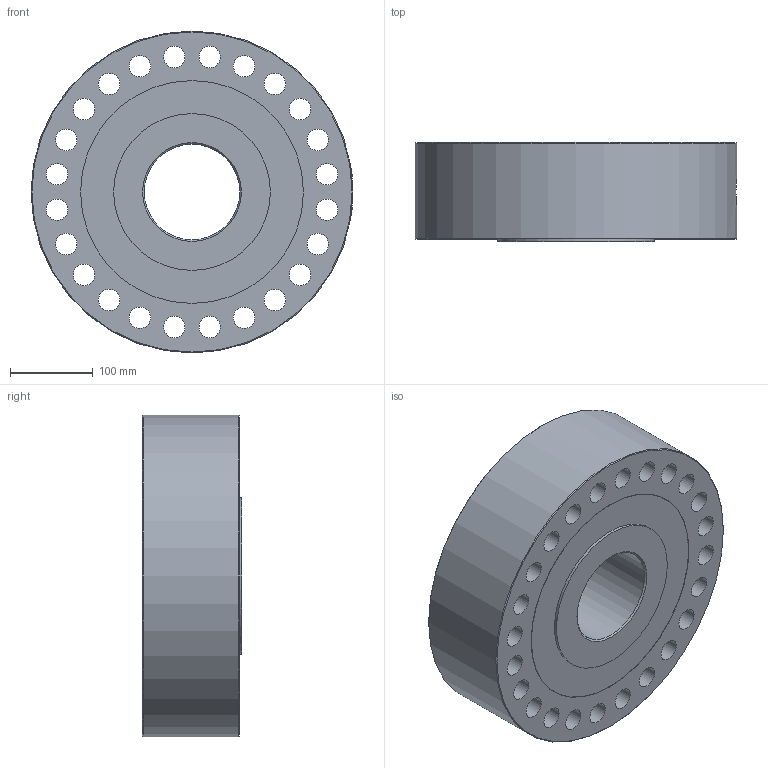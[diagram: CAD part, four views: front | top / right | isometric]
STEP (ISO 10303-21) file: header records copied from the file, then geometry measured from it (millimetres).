
FILE_DESCRIPTION( ( 'Unknown' ), '1' );
FILE_NAME( 'K11-2000kN.stp', 'Unknown', ( 'Unknown' ), ( 'Unknown' ), 'PSStep 17.0.49', 'Unknown', ' ' );
FILE_SCHEMA( ( 'AUTOMOTIVE_DESIGN { 1 0 10303 214 1 1 1 1 }' ) );
Length unit declared in the file: millimetre
Products named in the file (3): Assem1; 1903-001_doc-00023923; 10000-100_doc-00013157
Assembly tree (2 placements, depth 2):
  Assem1
    1903-001_doc-00023923
    10000-100_doc-00013157
Bounding box: 390 x 120 x 390 mm (x, y, z)
Volume: 11029811.2 mm3; surface area: 615929.5 mm2
Topology: 2 solids, 2 shells, 69 faces, 173 edges, 124 vertices
Faces by surface type: cylinder 44, plane 20, cone 4, bspline 1
Full cylindrical faces by diameter (mm): 1.5 x6, 13.6 x1, 15 x1, 16 x1, 18 x1, 20 x1, 26 x24, 40 x1, 115.67 x1, 190 x2, 270 x2, 390 x1
Entity records: 2533 total; most frequent: CARTESIAN_POINT 462, DIRECTION 326, ORIENTED_EDGE 190, EDGE_LOOP 182, AXIS2_PLACEMENT_3D 162, FACE_OUTER_BOUND 112, EDGE_CURVE 95, VERTEX_POINT 93
